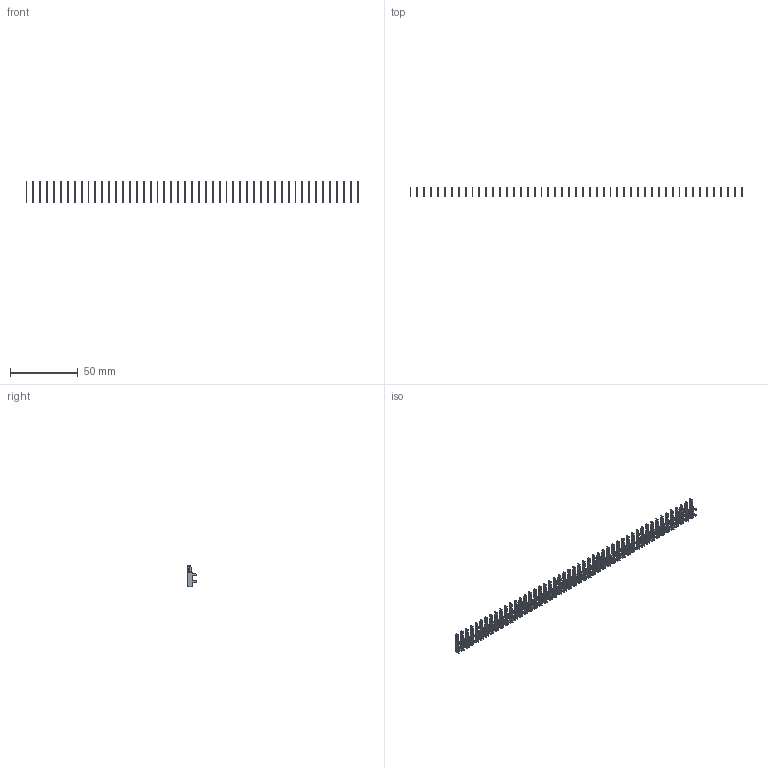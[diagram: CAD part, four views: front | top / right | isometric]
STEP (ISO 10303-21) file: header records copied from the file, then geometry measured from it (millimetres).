
FILE_DESCRIPTION (( 'STEP AP203' ), '1' );
FILE_NAME ('105-049-202-200.STEP', '2020-04-08T00:22:34', ( '' ), ( '' ), 'SwSTEP 2.0', 'SolidWorks 2016', '' );
FILE_SCHEMA (( 'CONFIG_CONTROL_DESIGN' ));
Length unit declared in the file: inch
Products named in the file (2): 105-049-202-200; 100-290-001_100-290-202
Assembly tree (49 placements, depth 2):
  105-049-202-200
    100-290-001_100-290-202  x49
Bounding box: 244.44 x 6.53 x 15.88 mm (x, y, z)
Volume: 1556.8 mm3; surface area: 6923.7 mm2
Topology: 49 solids, 49 shells, 1470 faces, 4116 edges, 2744 vertices
Faces by surface type: plane 1127, cylinder 343
Entity records: 2698 total; most frequent: DIRECTION 258, CARTESIAN_POINT 234, ORIENTED_EDGE 168, DATE_AND_TIME 108, CALENDAR_DATE 108, LOCAL_TIME 108, COORDINATED_UNIVERSAL_TIME_OFFSET 108, AXIS2_PLACEMENT_3D 96
